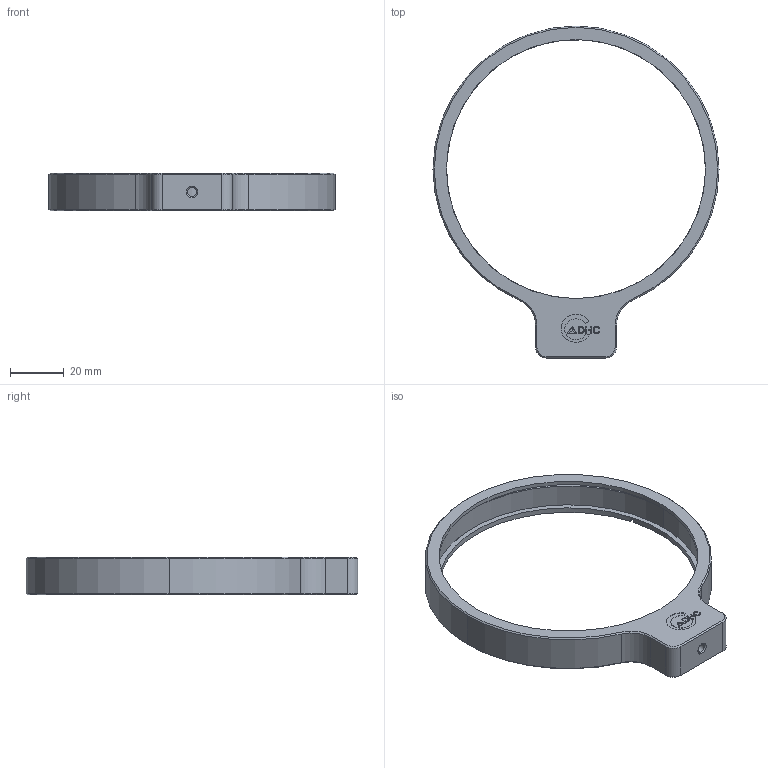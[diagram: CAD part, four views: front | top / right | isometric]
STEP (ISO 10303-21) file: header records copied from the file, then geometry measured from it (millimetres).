
FILE_DESCRIPTION (( 'STEP AP203' ), '1' );
FILE_NAME ('GCM-0812100M_三维.STEP', '2020-09-28T07:31:26', ( 'Microsoft' ), ( 'Microsoft' ), 'SwSTEP 2.0', 'SolidWorks 2015', '' );
FILE_SCHEMA (( 'CONFIG_CONTROL_DESIGN' ));
Length unit declared in the file: millimetre
Products named in the file (1): GCM-0812100M_三维
Bounding box: 106 x 123 x 14 mm (x, y, z)
Surface area: 16525.1 mm2 (no closed solid volume)
Topology: 0 solids, 2 shells, 102 faces, 320 edges, 220 vertices
Faces by surface type: plane 43, cylinder 37, cone 22
Entity records: 3642 total; most frequent: CARTESIAN_POINT 655, DIRECTION 652, ORIENTED_EDGE 536, EDGE_CURVE 320, AXIS2_PLACEMENT_3D 233, VERTEX_POINT 220, LINE 186, VECTOR 186
